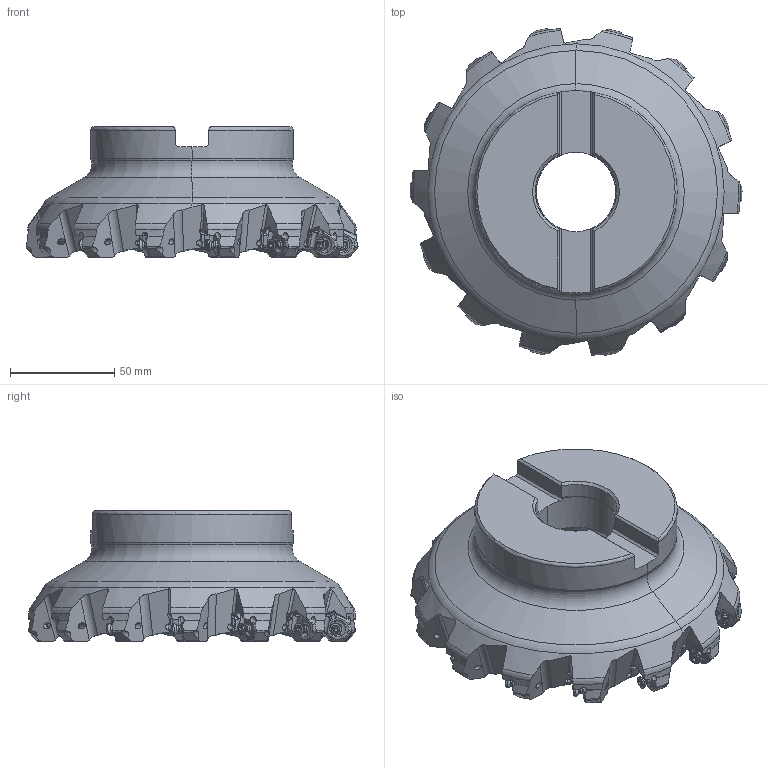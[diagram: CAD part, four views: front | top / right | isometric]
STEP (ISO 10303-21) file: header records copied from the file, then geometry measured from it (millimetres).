
FILE_DESCRIPTION(/* description */ (''),/* implementation_level */ '2;1');
FILE_NAME(/* name */ 'AHX440SUR0614EA.stp',/* time_stamp */ '2017-10-20T17:32:26+09:00',/* author */ (''),/* organization */ (''),/* preprocessor_version */ 'ST-DEVELOPER v16',/* originating_system */ 'SIEMENS PLM Software NX 10.0',/* authorisation */ '');
FILE_SCHEMA (('AUTOMOTIVE_DESIGN { 1 0 10303 214 3 1 1 1 }'));
Length unit declared in the file: millimetre
Products named in the file (1): AHX440SUR0614EA_ASM
Bounding box: 159.02 x 156.61 x 62.35 mm (x, y, z)
Volume: 581985 mm3; surface area: 73758.8 mm2
Topology: 15 solids, 15 shells, 1760 faces, 4991 edges, 3245 vertices
Faces by surface type: cylinder 754, plane 398, torus 300, cone 140, extrusion 84, bspline 56, sphere 28
Entity records: 74717 total; most frequent: CARTESIAN_POINT 30423, ORIENTED_EDGE 9926, DIRECTION 8538, EDGE_CURVE 4963, AXIS2_PLACEMENT_3D 3500, VERTEX_POINT 3245, EDGE_LOOP 1830, B_SPLINE_CURVE_WITH_KNOTS 1777
